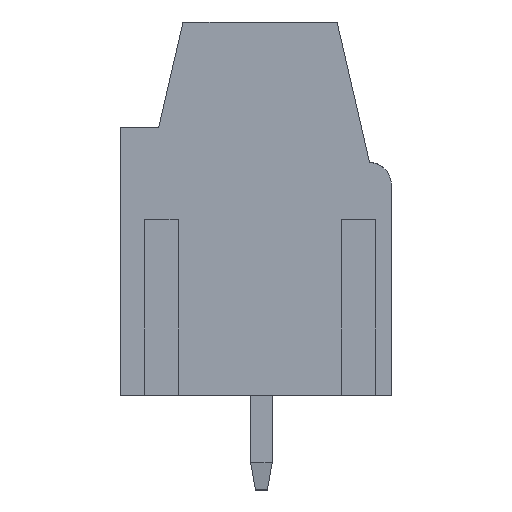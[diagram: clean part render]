
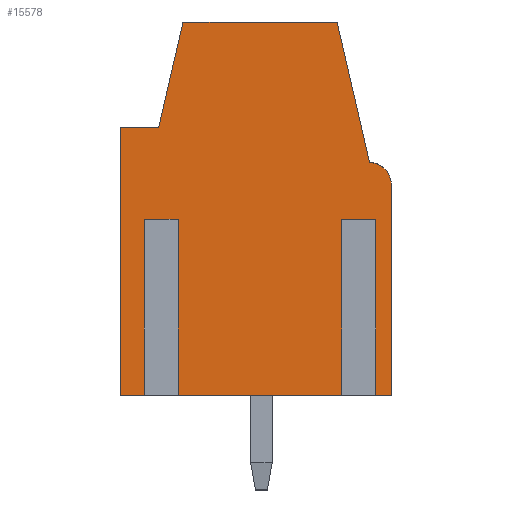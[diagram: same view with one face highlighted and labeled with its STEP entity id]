
A CAD part, left-side view. The second image highlights one B-rep face of the part: STEP entity #15578.
In plain terms, the highlighted planar face has unit normal (-1, 0, 0).
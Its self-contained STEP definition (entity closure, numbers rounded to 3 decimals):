
#15515=AXIS2_PLACEMENT_3D('Plane Axis2P3D',#15512,#15513,#15514) ;
#14562=CARTESIAN_POINT('Vertex',(0.55,0.,3.5)) ;
#14565=CARTESIAN_POINT('Line Origine',(0.55,0.447,3.5)) ;
#14569=CARTESIAN_POINT('Vertex',(0.55,0.894,3.5)) ;
#14590=CARTESIAN_POINT('Vertex',(0.55,1.506,3.5)) ;
#14593=CARTESIAN_POINT('Line Origine',(0.55,4.85,3.5)) ;
#14597=CARTESIAN_POINT('Vertex',(0.55,8.194,3.5)) ;
#14618=CARTESIAN_POINT('Vertex',(0.55,8.806,3.5)) ;
#14621=CARTESIAN_POINT('Line Origine',(0.55,9.403,3.5)) ;
#14625=CARTESIAN_POINT('Vertex',(0.55,10.,3.5)) ;
#15069=CARTESIAN_POINT('Line Origine',(0.55,10.,8.45)) ;
#15073=CARTESIAN_POINT('Vertex',(0.55,10.,13.4)) ;
#15214=CARTESIAN_POINT('Vertex',(0.55,8.6,13.4)) ;
#15217=CARTESIAN_POINT('Line Origine',(0.55,8.15,15.35)) ;
#15221=CARTESIAN_POINT('Vertex',(0.55,7.7,17.3)) ;
#15245=CARTESIAN_POINT('Line Origine',(0.55,4.85,17.3)) ;
#15249=CARTESIAN_POINT('Vertex',(0.55,2.001,17.3)) ;
#15305=CARTESIAN_POINT('Line Origine',(0.55,1.4,14.7)) ;
#15309=CARTESIAN_POINT('Vertex',(0.55,0.8,12.1)) ;
#15330=CARTESIAN_POINT('Control Point',(0.55,0.,11.3)) ;
#15331=CARTESIAN_POINT('Control Point',(0.55,0.,11.614)) ;
#15332=CARTESIAN_POINT('Control Point',(0.55,0.168,11.932)) ;
#15333=CARTESIAN_POINT('Control Point',(0.55,0.486,12.1)) ;
#15334=CARTESIAN_POINT('Control Point',(0.55,0.8,12.1)) ;
#15335=CARTESIAN_POINT('Vertex',(0.55,0.,11.3)) ;
#15355=CARTESIAN_POINT('Line Origine',(0.55,0.,7.4)) ;
#15512=CARTESIAN_POINT('Axis2P3D Location',(0.55,10.,0.)) ;
#15517=CARTESIAN_POINT('Line Origine',(0.55,1.506,6.75)) ;
#15521=CARTESIAN_POINT('Vertex',(0.55,1.506,10.)) ;
#15524=CARTESIAN_POINT('Line Origine',(0.55,1.2,10.)) ;
#15528=CARTESIAN_POINT('Vertex',(0.55,0.894,10.)) ;
#15531=CARTESIAN_POINT('Line Origine',(0.55,0.894,6.75)) ;
#15536=CARTESIAN_POINT('Line Origine',(0.55,9.3,13.4)) ;
#15541=CARTESIAN_POINT('Line Origine',(0.55,8.806,6.75)) ;
#15545=CARTESIAN_POINT('Vertex',(0.55,8.806,10.)) ;
#15548=CARTESIAN_POINT('Line Origine',(0.55,8.5,10.)) ;
#15552=CARTESIAN_POINT('Vertex',(0.55,8.194,10.)) ;
#15555=CARTESIAN_POINT('Line Origine',(0.55,8.194,6.75)) ;
#14566=DIRECTION('Vector Direction',(0.,-1.,0.)) ;
#14594=DIRECTION('Vector Direction',(0.,-1.,0.)) ;
#14622=DIRECTION('Vector Direction',(0.,-1.,0.)) ;
#15070=DIRECTION('Vector Direction',(0.,0.,-1.)) ;
#15218=DIRECTION('Vector Direction',(0.,0.225,-0.974)) ;
#15246=DIRECTION('Vector Direction',(0.,1.,0.)) ;
#15306=DIRECTION('Vector Direction',(0.,0.225,0.974)) ;
#15356=DIRECTION('Vector Direction',(0.,0.,1.)) ;
#15513=DIRECTION('Axis2P3D Direction',(-1.,0.,0.)) ;
#15514=DIRECTION('Axis2P3D XDirection',(0.,1.,0.)) ;
#15518=DIRECTION('Vector Direction',(0.,0.,1.)) ;
#15525=DIRECTION('Vector Direction',(0.,1.,0.)) ;
#15532=DIRECTION('Vector Direction',(0.,0.,1.)) ;
#15537=DIRECTION('Vector Direction',(0.,1.,0.)) ;
#15542=DIRECTION('Vector Direction',(0.,0.,1.)) ;
#15549=DIRECTION('Vector Direction',(0.,1.,0.)) ;
#15556=DIRECTION('Vector Direction',(0.,0.,1.)) ;
#14567=VECTOR('Line Direction',#14566,1.) ;
#14595=VECTOR('Line Direction',#14594,1.) ;
#14623=VECTOR('Line Direction',#14622,1.) ;
#15071=VECTOR('Line Direction',#15070,1.) ;
#15219=VECTOR('Line Direction',#15218,1.) ;
#15247=VECTOR('Line Direction',#15246,1.) ;
#15307=VECTOR('Line Direction',#15306,1.) ;
#15357=VECTOR('Line Direction',#15356,1.) ;
#15519=VECTOR('Line Direction',#15518,1.) ;
#15526=VECTOR('Line Direction',#15525,1.) ;
#15533=VECTOR('Line Direction',#15532,1.) ;
#15538=VECTOR('Line Direction',#15537,1.) ;
#15543=VECTOR('Line Direction',#15542,1.) ;
#15550=VECTOR('Line Direction',#15549,1.) ;
#15557=VECTOR('Line Direction',#15556,1.) ;
#15561=ORIENTED_EDGE('',*,*,#14599,.T.) ;
#15562=ORIENTED_EDGE('',*,*,#15523,.T.) ;
#15563=ORIENTED_EDGE('',*,*,#15530,.F.) ;
#15564=ORIENTED_EDGE('',*,*,#15535,.F.) ;
#15565=ORIENTED_EDGE('',*,*,#14571,.T.) ;
#15566=ORIENTED_EDGE('',*,*,#15359,.T.) ;
#15567=ORIENTED_EDGE('',*,*,#15337,.T.) ;
#15568=ORIENTED_EDGE('',*,*,#15311,.T.) ;
#15569=ORIENTED_EDGE('',*,*,#15251,.T.) ;
#15570=ORIENTED_EDGE('',*,*,#15223,.T.) ;
#15571=ORIENTED_EDGE('',*,*,#15540,.T.) ;
#15572=ORIENTED_EDGE('',*,*,#15075,.T.) ;
#15573=ORIENTED_EDGE('',*,*,#14627,.T.) ;
#15574=ORIENTED_EDGE('',*,*,#15547,.T.) ;
#15575=ORIENTED_EDGE('',*,*,#15554,.F.) ;
#15576=ORIENTED_EDGE('',*,*,#15559,.F.) ;
#15578=ADVANCED_FACE('HOUSING',(#15577),#15516,.T.) ;
#15329=B_SPLINE_CURVE_WITH_KNOTS('',4,(#15330,#15331,#15332,#15333,#15334),.UNSPECIFIED.,.F.,.U.,(5,5),(-0.628,0.628),.UNSPECIFIED.) ;
#14571=EDGE_CURVE('',#14570,#14563,#14568,.T.) ;
#14599=EDGE_CURVE('',#14598,#14591,#14596,.T.) ;
#14627=EDGE_CURVE('',#14626,#14619,#14624,.T.) ;
#15075=EDGE_CURVE('',#15074,#14626,#15072,.T.) ;
#15223=EDGE_CURVE('',#15222,#15215,#15220,.T.) ;
#15251=EDGE_CURVE('',#15250,#15222,#15248,.T.) ;
#15311=EDGE_CURVE('',#15310,#15250,#15308,.T.) ;
#15337=EDGE_CURVE('',#15336,#15310,#15329,.T.) ;
#15359=EDGE_CURVE('',#14563,#15336,#15358,.T.) ;
#15523=EDGE_CURVE('',#14591,#15522,#15520,.T.) ;
#15530=EDGE_CURVE('',#15529,#15522,#15527,.T.) ;
#15535=EDGE_CURVE('',#14570,#15529,#15534,.T.) ;
#15540=EDGE_CURVE('',#15215,#15074,#15539,.T.) ;
#15547=EDGE_CURVE('',#14619,#15546,#15544,.T.) ;
#15554=EDGE_CURVE('',#15553,#15546,#15551,.T.) ;
#15559=EDGE_CURVE('',#14598,#15553,#15558,.T.) ;
#15560=EDGE_LOOP('',(#15561,#15562,#15563,#15564,#15565,#15566,#15567,#15568,#15569,#15570,#15571,#15572,#15573,#15574,#15575,#15576)) ;
#15577=FACE_OUTER_BOUND('',#15560,.T.) ;
#14568=LINE('Line',#14565,#14567) ;
#14596=LINE('Line',#14593,#14595) ;
#14624=LINE('Line',#14621,#14623) ;
#15072=LINE('Line',#15069,#15071) ;
#15220=LINE('Line',#15217,#15219) ;
#15248=LINE('Line',#15245,#15247) ;
#15308=LINE('Line',#15305,#15307) ;
#15358=LINE('Line',#15355,#15357) ;
#15520=LINE('Line',#15517,#15519) ;
#15527=LINE('Line',#15524,#15526) ;
#15534=LINE('Line',#15531,#15533) ;
#15539=LINE('Line',#15536,#15538) ;
#15544=LINE('Line',#15541,#15543) ;
#15551=LINE('Line',#15548,#15550) ;
#15558=LINE('Line',#15555,#15557) ;
#15516=PLANE('',#15515) ;
#14563=VERTEX_POINT('',#14562) ;
#14570=VERTEX_POINT('',#14569) ;
#14591=VERTEX_POINT('',#14590) ;
#14598=VERTEX_POINT('',#14597) ;
#14619=VERTEX_POINT('',#14618) ;
#14626=VERTEX_POINT('',#14625) ;
#15074=VERTEX_POINT('',#15073) ;
#15215=VERTEX_POINT('',#15214) ;
#15222=VERTEX_POINT('',#15221) ;
#15250=VERTEX_POINT('',#15249) ;
#15310=VERTEX_POINT('',#15309) ;
#15336=VERTEX_POINT('',#15335) ;
#15522=VERTEX_POINT('',#15521) ;
#15529=VERTEX_POINT('',#15528) ;
#15546=VERTEX_POINT('',#15545) ;
#15553=VERTEX_POINT('',#15552) ;
